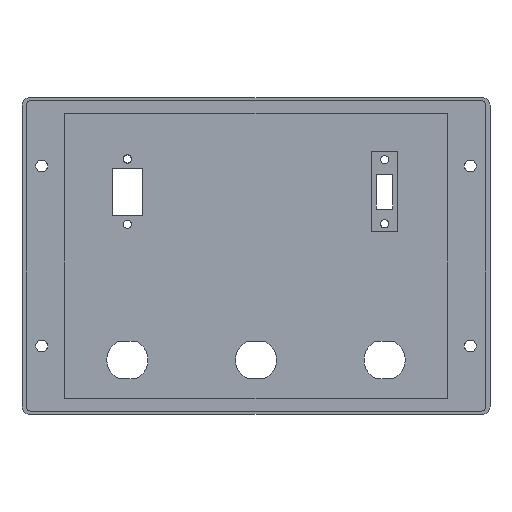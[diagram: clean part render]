
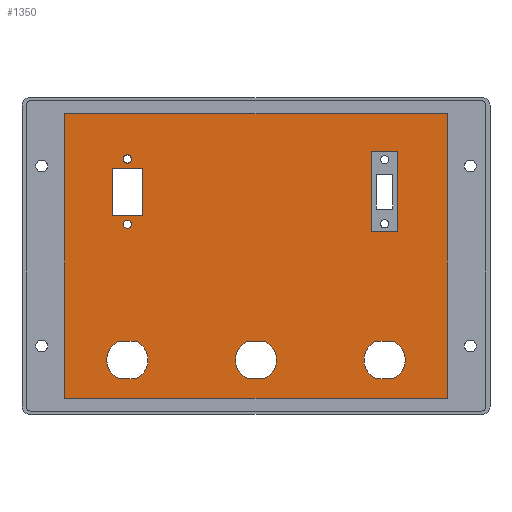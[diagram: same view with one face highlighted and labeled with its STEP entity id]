
A CAD part, top view. The second image highlights one B-rep face of the part: STEP entity #1350.
In plain terms, the highlighted planar face has unit normal (0, 0, 1).
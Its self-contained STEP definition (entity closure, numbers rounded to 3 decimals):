
#582 = EDGE_CURVE('',#583,#585,#587,.T.);
#583 = VERTEX_POINT('',#584);
#584 = CARTESIAN_POINT('',(-53.382,-33.15,4.));
#585 = VERTEX_POINT('',#586);
#586 = CARTESIAN_POINT('',(-53.382,-47.65,4.));
#587 = CIRCLE('',#588,8.);
#588 = AXIS2_PLACEMENT_3D('',#589,#590,#591);
#589 = CARTESIAN_POINT('',(-50.,-40.4,4.));
#590 = DIRECTION('',(0.,0.,1.));
#591 = DIRECTION('',(1.,0.,0.));
#614 = EDGE_CURVE('',#583,#615,#617,.T.);
#615 = VERTEX_POINT('',#616);
#616 = CARTESIAN_POINT('',(-46.618,-33.15,4.));
#617 = LINE('',#618,#619);
#618 = CARTESIAN_POINT('',(-53.382,-33.15,4.));
#619 = VECTOR('',#620,1.);
#620 = DIRECTION('',(1.,0.,0.));
#638 = EDGE_CURVE('',#585,#639,#641,.T.);
#639 = VERTEX_POINT('',#640);
#640 = CARTESIAN_POINT('',(-46.618,-47.65,4.));
#641 = LINE('',#642,#643);
#642 = CARTESIAN_POINT('',(-53.382,-47.65,4.));
#643 = VECTOR('',#644,1.);
#644 = DIRECTION('',(1.,0.,0.));
#662 = EDGE_CURVE('',#639,#615,#663,.T.);
#663 = CIRCLE('',#664,8.);
#664 = AXIS2_PLACEMENT_3D('',#665,#666,#667);
#665 = CARTESIAN_POINT('',(-50.,-40.4,4.));
#666 = DIRECTION('',(0.,0.,1.));
#667 = DIRECTION('',(1.,0.,0.));
#680 = EDGE_CURVE('',#681,#683,#685,.T.);
#681 = VERTEX_POINT('',#682);
#682 = CARTESIAN_POINT('',(-3.382,-33.15,4.));
#683 = VERTEX_POINT('',#684);
#684 = CARTESIAN_POINT('',(-3.382,-47.65,4.));
#685 = CIRCLE('',#686,8.);
#686 = AXIS2_PLACEMENT_3D('',#687,#688,#689);
#687 = CARTESIAN_POINT('',(0.,-40.4,4.));
#688 = DIRECTION('',(0.,0.,1.));
#689 = DIRECTION('',(1.,0.,0.));
#712 = EDGE_CURVE('',#681,#713,#715,.T.);
#713 = VERTEX_POINT('',#714);
#714 = CARTESIAN_POINT('',(3.382,-33.15,4.));
#715 = LINE('',#716,#717);
#716 = CARTESIAN_POINT('',(-3.382,-33.15,4.));
#717 = VECTOR('',#718,1.);
#718 = DIRECTION('',(1.,0.,0.));
#736 = EDGE_CURVE('',#683,#737,#739,.T.);
#737 = VERTEX_POINT('',#738);
#738 = CARTESIAN_POINT('',(3.382,-47.65,4.));
#739 = LINE('',#740,#741);
#740 = CARTESIAN_POINT('',(-3.382,-47.65,4.));
#741 = VECTOR('',#742,1.);
#742 = DIRECTION('',(1.,0.,0.));
#760 = EDGE_CURVE('',#737,#713,#761,.T.);
#761 = CIRCLE('',#762,8.);
#762 = AXIS2_PLACEMENT_3D('',#763,#764,#765);
#763 = CARTESIAN_POINT('',(0.,-40.4,4.));
#764 = DIRECTION('',(0.,0.,1.));
#765 = DIRECTION('',(1.,0.,0.));
#778 = EDGE_CURVE('',#779,#781,#783,.T.);
#779 = VERTEX_POINT('',#780);
#780 = CARTESIAN_POINT('',(46.618,-33.15,4.));
#781 = VERTEX_POINT('',#782);
#782 = CARTESIAN_POINT('',(46.618,-47.65,4.));
#783 = CIRCLE('',#784,8.);
#784 = AXIS2_PLACEMENT_3D('',#785,#786,#787);
#785 = CARTESIAN_POINT('',(50.,-40.4,4.));
#786 = DIRECTION('',(0.,0.,1.));
#787 = DIRECTION('',(1.,0.,0.));
#810 = EDGE_CURVE('',#779,#811,#813,.T.);
#811 = VERTEX_POINT('',#812);
#812 = CARTESIAN_POINT('',(53.382,-33.15,4.));
#813 = LINE('',#814,#815);
#814 = CARTESIAN_POINT('',(46.618,-33.15,4.));
#815 = VECTOR('',#816,1.);
#816 = DIRECTION('',(1.,0.,0.));
#834 = EDGE_CURVE('',#781,#835,#837,.T.);
#835 = VERTEX_POINT('',#836);
#836 = CARTESIAN_POINT('',(53.382,-47.65,4.));
#837 = LINE('',#838,#839);
#838 = CARTESIAN_POINT('',(46.618,-47.65,4.));
#839 = VECTOR('',#840,1.);
#840 = DIRECTION('',(1.,0.,0.));
#858 = EDGE_CURVE('',#835,#811,#859,.T.);
#859 = CIRCLE('',#860,8.);
#860 = AXIS2_PLACEMENT_3D('',#861,#862,#863);
#861 = CARTESIAN_POINT('',(50.,-40.4,4.));
#862 = DIRECTION('',(0.,0.,1.));
#863 = DIRECTION('',(1.,0.,0.));
#876 = EDGE_CURVE('',#877,#877,#879,.T.);
#877 = VERTEX_POINT('',#878);
#878 = CARTESIAN_POINT('',(-48.4,12.3,4.));
#879 = CIRCLE('',#880,1.6);
#880 = AXIS2_PLACEMENT_3D('',#881,#882,#883);
#881 = CARTESIAN_POINT('',(-50.,12.3,4.));
#882 = DIRECTION('',(0.,0.,1.));
#883 = DIRECTION('',(1.,0.,0.));
#901 = EDGE_CURVE('',#902,#904,#906,.T.);
#902 = VERTEX_POINT('',#903);
#903 = CARTESIAN_POINT('',(-55.9,34.1,4.));
#904 = VERTEX_POINT('',#905);
#905 = CARTESIAN_POINT('',(-55.9,15.9,4.));
#906 = LINE('',#907,#908);
#907 = CARTESIAN_POINT('',(-55.9,34.1,4.));
#908 = VECTOR('',#909,1.);
#909 = DIRECTION('',(0.,-1.,0.));
#932 = EDGE_CURVE('',#933,#902,#935,.T.);
#933 = VERTEX_POINT('',#934);
#934 = CARTESIAN_POINT('',(-44.1,34.1,4.));
#935 = LINE('',#936,#937);
#936 = CARTESIAN_POINT('',(-44.1,34.1,4.));
#937 = VECTOR('',#938,1.);
#938 = DIRECTION('',(-1.,0.,0.));
#956 = EDGE_CURVE('',#904,#957,#959,.T.);
#957 = VERTEX_POINT('',#958);
#958 = CARTESIAN_POINT('',(-44.1,15.9,4.));
#959 = LINE('',#960,#961);
#960 = CARTESIAN_POINT('',(-55.9,15.9,4.));
#961 = VECTOR('',#962,1.);
#962 = DIRECTION('',(1.,0.,0.));
#980 = EDGE_CURVE('',#957,#933,#981,.T.);
#981 = LINE('',#982,#983);
#982 = CARTESIAN_POINT('',(-44.1,15.9,4.));
#983 = VECTOR('',#984,1.);
#984 = DIRECTION('',(0.,1.,0.));
#997 = EDGE_CURVE('',#998,#998,#1000,.T.);
#998 = VERTEX_POINT('',#999);
#999 = CARTESIAN_POINT('',(-48.4,37.7,4.));
#1000 = CIRCLE('',#1001,1.6);
#1001 = AXIS2_PLACEMENT_3D('',#1002,#1003,#1004);
#1002 = CARTESIAN_POINT('',(-50.,37.7,4.));
#1003 = DIRECTION('',(0.,0.,1.));
#1004 = DIRECTION('',(1.,0.,0.));
#1350 = ADVANCED_FACE('',(#1351,#1385,#1391,#1397,#1403,#1406,#1412,
    #1415),#1449,.T.);
#1351 = FACE_BOUND('',#1352,.T.);
#1352 = EDGE_LOOP('',(#1353,#1363,#1371,#1379));
#1353 = ORIENTED_EDGE('',*,*,#1354,.T.);
#1354 = EDGE_CURVE('',#1355,#1357,#1359,.T.);
#1355 = VERTEX_POINT('',#1356);
#1356 = CARTESIAN_POINT('',(-74.4,-55.4,4.));
#1357 = VERTEX_POINT('',#1358);
#1358 = CARTESIAN_POINT('',(74.4,-55.4,4.));
#1359 = LINE('',#1360,#1361);
#1360 = CARTESIAN_POINT('',(-74.4,-55.4,4.));
#1361 = VECTOR('',#1362,1.);
#1362 = DIRECTION('',(1.,0.,0.));
#1363 = ORIENTED_EDGE('',*,*,#1364,.T.);
#1364 = EDGE_CURVE('',#1357,#1365,#1367,.T.);
#1365 = VERTEX_POINT('',#1366);
#1366 = CARTESIAN_POINT('',(74.4,55.4,4.));
#1367 = LINE('',#1368,#1369);
#1368 = CARTESIAN_POINT('',(74.4,-55.4,4.));
#1369 = VECTOR('',#1370,1.);
#1370 = DIRECTION('',(0.,1.,0.));
#1371 = ORIENTED_EDGE('',*,*,#1372,.T.);
#1372 = EDGE_CURVE('',#1365,#1373,#1375,.T.);
#1373 = VERTEX_POINT('',#1374);
#1374 = CARTESIAN_POINT('',(-74.4,55.4,4.));
#1375 = LINE('',#1376,#1377);
#1376 = CARTESIAN_POINT('',(74.4,55.4,4.));
#1377 = VECTOR('',#1378,1.);
#1378 = DIRECTION('',(-1.,0.,0.));
#1379 = ORIENTED_EDGE('',*,*,#1380,.T.);
#1380 = EDGE_CURVE('',#1373,#1355,#1381,.T.);
#1381 = LINE('',#1382,#1383);
#1382 = CARTESIAN_POINT('',(-74.4,55.4,4.));
#1383 = VECTOR('',#1384,1.);
#1384 = DIRECTION('',(0.,-1.,0.));
#1385 = FACE_BOUND('',#1386,.T.);
#1386 = EDGE_LOOP('',(#1387,#1388,#1389,#1390));
#1387 = ORIENTED_EDGE('',*,*,#582,.F.);
#1388 = ORIENTED_EDGE('',*,*,#614,.T.);
#1389 = ORIENTED_EDGE('',*,*,#662,.F.);
#1390 = ORIENTED_EDGE('',*,*,#638,.F.);
#1391 = FACE_BOUND('',#1392,.T.);
#1392 = EDGE_LOOP('',(#1393,#1394,#1395,#1396));
#1393 = ORIENTED_EDGE('',*,*,#680,.F.);
#1394 = ORIENTED_EDGE('',*,*,#712,.T.);
#1395 = ORIENTED_EDGE('',*,*,#760,.F.);
#1396 = ORIENTED_EDGE('',*,*,#736,.F.);
#1397 = FACE_BOUND('',#1398,.T.);
#1398 = EDGE_LOOP('',(#1399,#1400,#1401,#1402));
#1399 = ORIENTED_EDGE('',*,*,#778,.F.);
#1400 = ORIENTED_EDGE('',*,*,#810,.T.);
#1401 = ORIENTED_EDGE('',*,*,#858,.F.);
#1402 = ORIENTED_EDGE('',*,*,#834,.F.);
#1403 = FACE_BOUND('',#1404,.T.);
#1404 = EDGE_LOOP('',(#1405));
#1405 = ORIENTED_EDGE('',*,*,#876,.F.);
#1406 = FACE_BOUND('',#1407,.T.);
#1407 = EDGE_LOOP('',(#1408,#1409,#1410,#1411));
#1408 = ORIENTED_EDGE('',*,*,#901,.F.);
#1409 = ORIENTED_EDGE('',*,*,#932,.F.);
#1410 = ORIENTED_EDGE('',*,*,#980,.F.);
#1411 = ORIENTED_EDGE('',*,*,#956,.F.);
#1412 = FACE_BOUND('',#1413,.T.);
#1413 = EDGE_LOOP('',(#1414));
#1414 = ORIENTED_EDGE('',*,*,#997,.F.);
#1415 = FACE_BOUND('',#1416,.T.);
#1416 = EDGE_LOOP('',(#1417,#1427,#1435,#1443));
#1417 = ORIENTED_EDGE('',*,*,#1418,.F.);
#1418 = EDGE_CURVE('',#1419,#1421,#1423,.T.);
#1419 = VERTEX_POINT('',#1420);
#1420 = CARTESIAN_POINT('',(44.9,40.6,4.));
#1421 = VERTEX_POINT('',#1422);
#1422 = CARTESIAN_POINT('',(44.9,9.4,4.));
#1423 = LINE('',#1424,#1425);
#1424 = CARTESIAN_POINT('',(44.9,40.6,4.));
#1425 = VECTOR('',#1426,1.);
#1426 = DIRECTION('',(0.,-1.,0.));
#1427 = ORIENTED_EDGE('',*,*,#1428,.F.);
#1428 = EDGE_CURVE('',#1429,#1419,#1431,.T.);
#1429 = VERTEX_POINT('',#1430);
#1430 = CARTESIAN_POINT('',(55.1,40.6,4.));
#1431 = LINE('',#1432,#1433);
#1432 = CARTESIAN_POINT('',(55.1,40.6,4.));
#1433 = VECTOR('',#1434,1.);
#1434 = DIRECTION('',(-1.,0.,0.));
#1435 = ORIENTED_EDGE('',*,*,#1436,.F.);
#1436 = EDGE_CURVE('',#1437,#1429,#1439,.T.);
#1437 = VERTEX_POINT('',#1438);
#1438 = CARTESIAN_POINT('',(55.1,9.4,4.));
#1439 = LINE('',#1440,#1441);
#1440 = CARTESIAN_POINT('',(55.1,9.4,4.));
#1441 = VECTOR('',#1442,1.);
#1442 = DIRECTION('',(0.,1.,0.));
#1443 = ORIENTED_EDGE('',*,*,#1444,.F.);
#1444 = EDGE_CURVE('',#1421,#1437,#1445,.T.);
#1445 = LINE('',#1446,#1447);
#1446 = CARTESIAN_POINT('',(44.9,9.4,4.));
#1447 = VECTOR('',#1448,1.);
#1448 = DIRECTION('',(1.,0.,0.));
#1449 = PLANE('',#1450);
#1450 = AXIS2_PLACEMENT_3D('',#1451,#1452,#1453);
#1451 = CARTESIAN_POINT('',(0.,0.,4.));
#1452 = DIRECTION('',(0.,0.,1.));
#1453 = DIRECTION('',(1.,0.,0.));
